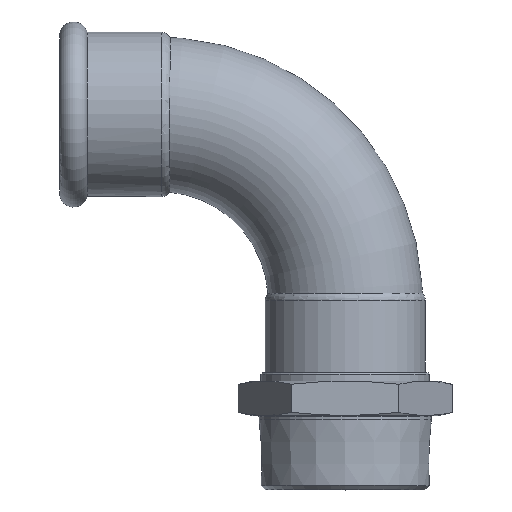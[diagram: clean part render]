
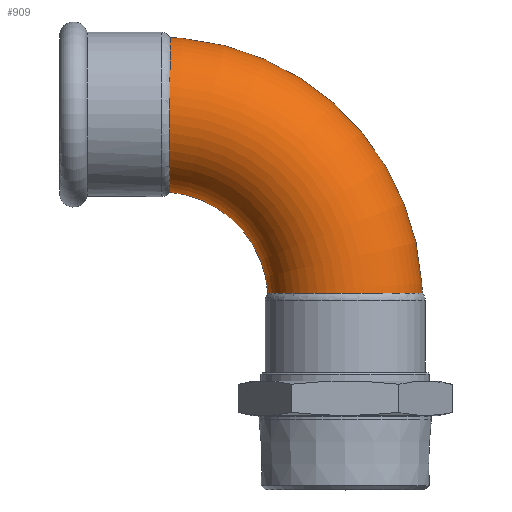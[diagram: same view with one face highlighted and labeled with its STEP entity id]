
A CAD part, top view. The second image highlights one B-rep face of the part: STEP entity #909.
In plain terms, the highlighted toroidal (fillet/blend) face has major radius 65 mm and minor radius 27 mm.
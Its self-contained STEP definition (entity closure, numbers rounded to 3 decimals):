
#17=B_SPLINE_CURVE_WITH_KNOTS('',3,(#1614,#1615,#1616,#1617,#1618,#1619,
#1620,#1621,#1622,#1623,#1624,#1625),.UNSPECIFIED.,.F.,.F.,(4,2,2,2,2,4),
(8.512,9.493,10.547,11.602,12.658,
12.763),.UNSPECIFIED.);
#18=B_SPLINE_CURVE_WITH_KNOTS('',3,(#1627,#1628,#1629,#1630,#1631,#1632,
#1633,#1634,#1635,#1636,#1637,#1638,#1639,#1640,#1641,#1642,#1643,#1644,
#1645,#1646),.UNSPECIFIED.,.F.,.F.,(4,2,2,2,2,2,2,2,2,4),(17.021,
18.074,19.127,20.183,21.239,22.295,
23.35,24.405,25.46,25.533),
 .UNSPECIFIED.);
#19=B_SPLINE_CURVE_WITH_KNOTS('',3,(#1647,#1648,#1649,#1650,#1651,#1652,
#1653,#1654,#1655,#1656,#1657,#1658),.UNSPECIFIED.,.F.,.F.,(4,2,2,2,2,4),
(12.763,13.714,14.77,15.827,16.424,
17.021),.UNSPECIFIED.);
#26=B_SPLINE_CURVE_WITH_KNOTS('',3,(#1790,#1791,#1792,#1793,#1794,#1795,
#1796,#1797,#1798,#1799,#1800,#1801),.UNSPECIFIED.,.F.,.F.,(4,2,2,2,2,4),
(17.029,18.079,19.13,20.186,21.244,
21.298),.UNSPECIFIED.);
#27=B_SPLINE_CURVE_WITH_KNOTS('',3,(#1803,#1804,#1805,#1806,#1807,#1808,
#1809,#1810,#1811,#1812,#1813,#1814),.UNSPECIFIED.,.F.,.F.,(4,2,2,2,2,4),
(21.298,22.302,23.358,24.413,25.468,
25.544),.UNSPECIFIED.);
#28=B_SPLINE_CURVE_WITH_KNOTS('',3,(#1815,#1816,#1817,#1818,#1819,#1820,
#1821,#1822,#1823,#1824,#1825,#1826,#1827,#1828,#1829,#1830,#1831,#1832,
#1833,#1834),.UNSPECIFIED.,.F.,.F.,(4,2,2,2,2,2,2,2,2,4),(8.515,
9.493,10.547,11.602,12.658,13.716,
14.775,15.834,16.431,17.029),
 .UNSPECIFIED.);
#185=FACE_OUTER_BOUND('',#240,.T.);
#240=EDGE_LOOP('',(#809,#810,#811,#812,#813,#814,#815,#816));
#321=CIRCLE('',#1054,38.);
#400=VERTEX_POINT('',#1611);
#401=VERTEX_POINT('',#1613);
#402=VERTEX_POINT('',#1626);
#418=VERTEX_POINT('',#1787);
#419=VERTEX_POINT('',#1789);
#420=VERTEX_POINT('',#1802);
#528=EDGE_CURVE('',#401,#400,#17,.T.);
#529=EDGE_CURVE('',#402,#401,#18,.T.);
#530=EDGE_CURVE('',#400,#402,#19,.T.);
#554=EDGE_CURVE('',#402,#418,#321,.T.);
#555=EDGE_CURVE('',#418,#419,#26,.T.);
#556=EDGE_CURVE('',#419,#420,#27,.T.);
#557=EDGE_CURVE('',#420,#418,#28,.T.);
#809=ORIENTED_EDGE('',*,*,#528,.T.);
#810=ORIENTED_EDGE('',*,*,#530,.T.);
#811=ORIENTED_EDGE('',*,*,#554,.T.);
#812=ORIENTED_EDGE('',*,*,#555,.T.);
#813=ORIENTED_EDGE('',*,*,#556,.T.);
#814=ORIENTED_EDGE('',*,*,#557,.T.);
#815=ORIENTED_EDGE('',*,*,#554,.F.);
#816=ORIENTED_EDGE('',*,*,#529,.T.);
#862=TOROIDAL_SURFACE('',#1053,65.,27.);
#909=ADVANCED_FACE('',(#185),#862,.T.);
#1053=AXIS2_PLACEMENT_3D('',#1786,#1323,#1324);
#1054=AXIS2_PLACEMENT_3D('',#1788,#1325,#1326);
#1323=DIRECTION('center_axis',(0.,0.,-1.));
#1324=DIRECTION('ref_axis',(1.,0.,0.));
#1325=DIRECTION('center_axis',(0.,0.,1.));
#1326=DIRECTION('ref_axis',(1.,0.,0.));
#1611=CARTESIAN_POINT('',(100.,-62.55,-27.));
#1613=CARTESIAN_POINT('',(126.966,-62.517,0.));
#1614=CARTESIAN_POINT('Ctrl Pts',(126.966,-62.517,0.));
#1615=CARTESIAN_POINT('Ctrl Pts',(126.966,-62.517,-3.265));
#1616=CARTESIAN_POINT('Ctrl Pts',(126.374,-62.517,-6.506));
#1617=CARTESIAN_POINT('Ctrl Pts',(123.97,-62.52,-12.85));
#1618=CARTESIAN_POINT('Ctrl Pts',(122.095,-62.521,-15.863));
#1619=CARTESIAN_POINT('Ctrl Pts',(117.294,-62.526,-21.));
#1620=CARTESIAN_POINT('Ctrl Pts',(114.414,-62.53,-23.076));
#1621=CARTESIAN_POINT('Ctrl Pts',(108.019,-62.538,-26.008));
#1622=CARTESIAN_POINT('Ctrl Pts',(104.565,-62.543,-26.835));
#1623=CARTESIAN_POINT('Ctrl Pts',(100.7,-62.549,-26.992));
#1624=CARTESIAN_POINT('Ctrl Pts',(100.35,-62.55,-26.999));
#1625=CARTESIAN_POINT('Ctrl Pts',(100.,-62.55,-27.));
#1626=CARTESIAN_POINT('',(72.926,-62.628,0.));
#1627=CARTESIAN_POINT('Ctrl Pts',(72.926,-62.628,0.));
#1628=CARTESIAN_POINT('Ctrl Pts',(72.926,-62.628,3.509));
#1629=CARTESIAN_POINT('Ctrl Pts',(73.611,-62.625,6.984));
#1630=CARTESIAN_POINT('Ctrl Pts',(76.275,-62.614,13.48));
#1631=CARTESIAN_POINT('Ctrl Pts',(78.228,-62.606,16.437));
#1632=CARTESIAN_POINT('Ctrl Pts',(83.161,-62.589,21.444));
#1633=CARTESIAN_POINT('Ctrl Pts',(86.096,-62.58,23.444));
#1634=CARTESIAN_POINT('Ctrl Pts',(92.568,-62.565,26.209));
#1635=CARTESIAN_POINT('Ctrl Pts',(96.045,-62.557,26.947));
#1636=CARTESIAN_POINT('Ctrl Pts',(103.086,-62.545,27.048));
#1637=CARTESIAN_POINT('Ctrl Pts',(106.582,-62.54,26.41));
#1638=CARTESIAN_POINT('Ctrl Pts',(113.13,-62.531,23.832));
#1639=CARTESIAN_POINT('Ctrl Pts',(116.12,-62.528,21.916));
#1640=CARTESIAN_POINT('Ctrl Pts',(121.196,-62.522,17.046));
#1641=CARTESIAN_POINT('Ctrl Pts',(123.234,-62.52,14.14));
#1642=CARTESIAN_POINT('Ctrl Pts',(126.08,-62.518,7.71));
#1643=CARTESIAN_POINT('Ctrl Pts',(126.861,-62.517,4.249));
#1644=CARTESIAN_POINT('Ctrl Pts',(126.963,-62.517,0.49));
#1645=CARTESIAN_POINT('Ctrl Pts',(126.966,-62.517,0.245));
#1646=CARTESIAN_POINT('Ctrl Pts',(126.966,-62.517,0.));
#1647=CARTESIAN_POINT('Ctrl Pts',(100.,-62.55,-27.));
#1648=CARTESIAN_POINT('Ctrl Pts',(96.835,-62.556,-27.005));
#1649=CARTESIAN_POINT('Ctrl Pts',(93.691,-62.562,-26.455));
#1650=CARTESIAN_POINT('Ctrl Pts',(87.401,-62.577,-24.167));
#1651=CARTESIAN_POINT('Ctrl Pts',(84.358,-62.585,-22.328));
#1652=CARTESIAN_POINT('Ctrl Pts',(79.148,-62.602,-17.586));
#1653=CARTESIAN_POINT('Ctrl Pts',(77.031,-62.61,-14.729));
#1654=CARTESIAN_POINT('Ctrl Pts',(74.671,-62.62,-9.748));
#1655=CARTESIAN_POINT('Ctrl Pts',(74.021,-62.623,-7.861));
#1656=CARTESIAN_POINT('Ctrl Pts',(73.147,-62.627,-3.977));
#1657=CARTESIAN_POINT('Ctrl Pts',(72.926,-62.628,-1.991));
#1658=CARTESIAN_POINT('Ctrl Pts',(72.926,-62.628,0.));
#1786=CARTESIAN_POINT('Origin',(35.,-65.,0.));
#1787=CARTESIAN_POINT('',(38.53,-27.164,0.));
#1788=CARTESIAN_POINT('Origin',(35.,-65.,0.));
#1789=CARTESIAN_POINT('',(38.631,0.,-27.));
#1790=CARTESIAN_POINT('Ctrl Pts',(38.53,-27.164,0.));
#1791=CARTESIAN_POINT('Ctrl Pts',(38.53,-27.164,-3.5));
#1792=CARTESIAN_POINT('Ctrl Pts',(38.535,-26.481,-6.966));
#1793=CARTESIAN_POINT('Ctrl Pts',(38.55,-23.826,-13.447));
#1794=CARTESIAN_POINT('Ctrl Pts',(38.56,-21.878,-16.4));
#1795=CARTESIAN_POINT('Ctrl Pts',(38.582,-16.955,-21.41));
#1796=CARTESIAN_POINT('Ctrl Pts',(38.593,-14.021,-23.415));
#1797=CARTESIAN_POINT('Ctrl Pts',(38.613,-7.544,-26.195));
#1798=CARTESIAN_POINT('Ctrl Pts',(38.622,-4.061,-26.94));
#1799=CARTESIAN_POINT('Ctrl Pts',(38.63,-0.356,-26.999));
#1800=CARTESIAN_POINT('Ctrl Pts',(38.631,-0.178,-27.));
#1801=CARTESIAN_POINT('Ctrl Pts',(38.631,0.,
-27.));
#1802=CARTESIAN_POINT('',(38.672,26.927,0.));
#1803=CARTESIAN_POINT('Ctrl Pts',(38.631,0.,
-27.));
#1804=CARTESIAN_POINT('Ctrl Pts',(38.638,3.345,-26.987));
#1805=CARTESIAN_POINT('Ctrl Pts',(38.644,6.66,-26.355));
#1806=CARTESIAN_POINT('Ctrl Pts',(38.655,13.055,-23.847));
#1807=CARTESIAN_POINT('Ctrl Pts',(38.659,16.051,-21.934));
#1808=CARTESIAN_POINT('Ctrl Pts',(38.666,21.136,-17.069));
#1809=CARTESIAN_POINT('Ctrl Pts',(38.668,23.177,-14.164));
#1810=CARTESIAN_POINT('Ctrl Pts',(38.671,26.031,-7.739));
#1811=CARTESIAN_POINT('Ctrl Pts',(38.672,26.816,-4.279));
#1812=CARTESIAN_POINT('Ctrl Pts',(38.672,26.923,-0.511));
#1813=CARTESIAN_POINT('Ctrl Pts',(38.672,26.927,-0.255));
#1814=CARTESIAN_POINT('Ctrl Pts',(38.672,26.927,0.));
#1815=CARTESIAN_POINT('Ctrl Pts',(38.672,26.927,0.));
#1816=CARTESIAN_POINT('Ctrl Pts',(38.672,26.927,3.253));
#1817=CARTESIAN_POINT('Ctrl Pts',(38.672,26.338,6.482));
#1818=CARTESIAN_POINT('Ctrl Pts',(38.669,23.946,12.818));
#1819=CARTESIAN_POINT('Ctrl Pts',(38.667,22.075,15.831));
#1820=CARTESIAN_POINT('Ctrl Pts',(38.661,17.281,20.974));
#1821=CARTESIAN_POINT('Ctrl Pts',(38.657,14.403,23.053));
#1822=CARTESIAN_POINT('Ctrl Pts',(38.647,8.01,25.995));
#1823=CARTESIAN_POINT('Ctrl Pts',(38.641,4.555,26.828));
#1824=CARTESIAN_POINT('Ctrl Pts',(38.626,-2.485,27.124));
#1825=CARTESIAN_POINT('Ctrl Pts',(38.617,-6.003,26.583));
#1826=CARTESIAN_POINT('Ctrl Pts',(38.598,-12.638,24.182));
#1827=CARTESIAN_POINT('Ctrl Pts',(38.587,-15.692,22.344));
#1828=CARTESIAN_POINT('Ctrl Pts',(38.565,-20.921,17.599));
#1829=CARTESIAN_POINT('Ctrl Pts',(38.554,-23.047,14.738));
#1830=CARTESIAN_POINT('Ctrl Pts',(38.541,-25.414,9.751));
#1831=CARTESIAN_POINT('Ctrl Pts',(38.537,-26.066,7.866));
#1832=CARTESIAN_POINT('Ctrl Pts',(38.532,-26.943,3.981));
#1833=CARTESIAN_POINT('Ctrl Pts',(38.53,-27.164,1.994));
#1834=CARTESIAN_POINT('Ctrl Pts',(38.53,-27.164,0.));
